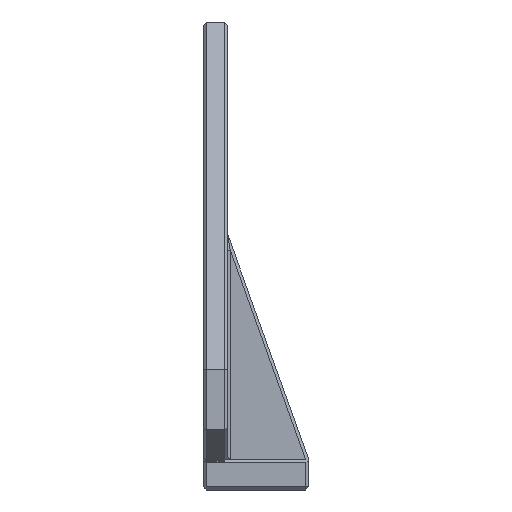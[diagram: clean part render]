
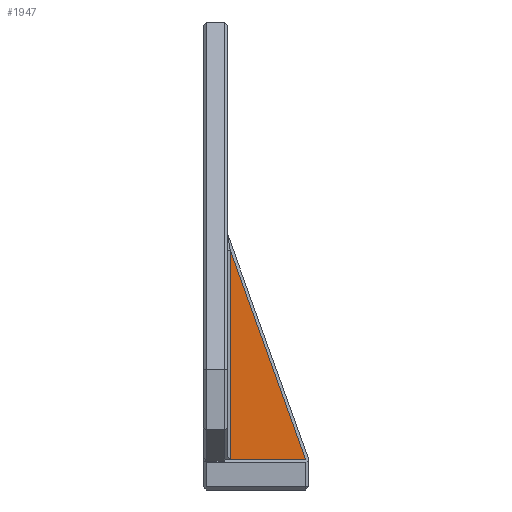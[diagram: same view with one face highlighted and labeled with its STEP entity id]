
A CAD part, left-side view. The second image highlights one B-rep face of the part: STEP entity #1947.
In plain terms, the highlighted planar face has unit normal (-1, 0, 0).
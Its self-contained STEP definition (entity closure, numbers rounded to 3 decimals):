
#4 = CARTESIAN_POINT ( 'NONE',  ( -40., -9., 0. ) ) ;
#282 = VECTOR ( 'NONE', #3390, 1000. ) ;
#580 = AXIS2_PLACEMENT_3D ( 'NONE', #2175, #4179, #6794 ) ;
#1947 = ADVANCED_FACE ( 'NONE', ( #4088 ), #4835, .T. ) ;
#2175 = CARTESIAN_POINT ( 'NONE',  ( -40., 0., 0. ) ) ;
#2442 = CARTESIAN_POINT ( 'NONE',  ( -40., -33.937, -67.5 ) ) ;
#2475 = LINE ( 'NONE', #4607, #5972 ) ;
#2596 = EDGE_CURVE ( 'NONE', #6545, #6604, #8729, .T. ) ;
#2605 = DIRECTION ( 'NONE',  ( 0., 0.339, 0.941 ) ) ;
#3390 = DIRECTION ( 'NONE',  ( 0., -1., 0. ) ) ;
#3563 = ORIENTED_EDGE ( 'NONE', *, *, #6385, .T. ) ;
#4088 = FACE_OUTER_BOUND ( 'NONE', #8352, .T. ) ;
#4179 = DIRECTION ( 'NONE',  ( -1., 0., 0. ) ) ;
#4234 = CARTESIAN_POINT ( 'NONE',  ( -40., -8., -67.5 ) ) ;
#4252 = ORIENTED_EDGE ( 'NONE', *, *, #7148, .T. ) ;
#4269 = CARTESIAN_POINT ( 'NONE',  ( -40., -9., -67.5 ) ) ;
#4607 = CARTESIAN_POINT ( 'NONE',  ( -40., -7.059, 7.161 ) ) ;
#4835 = PLANE ( 'NONE',  #580 ) ;
#5196 = ORIENTED_EDGE ( 'NONE', *, *, #2596, .T. ) ;
#5248 = LINE ( 'NONE', #4234, #282 ) ;
#5780 = CARTESIAN_POINT ( 'NONE',  ( -40., -9., 1.77 ) ) ;
#5972 = VECTOR ( 'NONE', #2605, 1000. ) ;
#6015 = DIRECTION ( 'NONE',  ( 0., 0., -1. ) ) ;
#6385 = EDGE_CURVE ( 'NONE', #6604, #6797, #5248, .T. ) ;
#6545 = VERTEX_POINT ( 'NONE', #5780 ) ;
#6604 = VERTEX_POINT ( 'NONE', #4269 ) ;
#6794 = DIRECTION ( 'NONE',  ( 0., 0., -1. ) ) ;
#6797 = VERTEX_POINT ( 'NONE', #2442 ) ;
#7148 = EDGE_CURVE ( 'NONE', #6797, #6545, #2475, .T. ) ;
#7405 = VECTOR ( 'NONE', #6015, 1000. ) ;
#8352 = EDGE_LOOP ( 'NONE', ( #4252, #5196, #3563 ) ) ;
#8729 = LINE ( 'NONE', #4, #7405 ) ;
